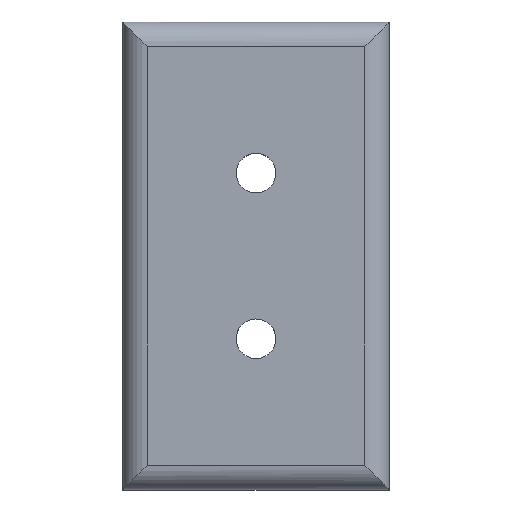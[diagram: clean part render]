
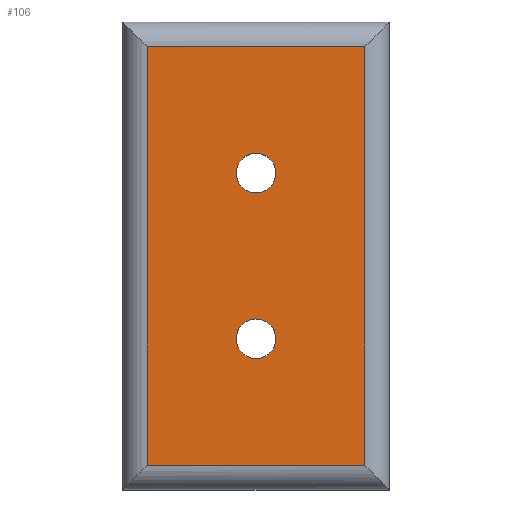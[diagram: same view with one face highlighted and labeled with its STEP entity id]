
A CAD part, top view. The second image highlights one B-rep face of the part: STEP entity #106.
In plain terms, the highlighted planar face has unit normal (0, 0, 1).
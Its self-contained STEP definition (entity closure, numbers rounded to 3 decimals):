
#27=CARTESIAN_POINT('',(0.,0.,4.));
#28=DIRECTION('',(0.,0.,1.));
#29=DIRECTION('',(1.,0.,0.));
#30=AXIS2_PLACEMENT_3D('',#27,#28,#29);
#31=PLANE('',#30);
#32=CARTESIAN_POINT('',(16.,10.5,4.));
#33=VERTEX_POINT('',#32);
#34=CARTESIAN_POINT('',(-1.5,10.5,4.));
#35=VERTEX_POINT('',#34);
#36=CARTESIAN_POINT('',(16.,10.5,4.));
#37=DIRECTION('',(-1.,-0.,-0.));
#38=VECTOR('',#37,17.5);
#39=LINE('',#36,#38);
#40=EDGE_CURVE('',#33,#35,#39,.T.);
#41=ORIENTED_EDGE('',*,*,#40,.T.);
#42=CARTESIAN_POINT('',(-1.5,-23.2,4.));
#43=VERTEX_POINT('',#42);
#44=CARTESIAN_POINT('',(-1.5,10.5,4.));
#45=DIRECTION('',(0.,-1.,0.));
#46=VECTOR('',#45,33.7);
#47=LINE('',#44,#46);
#48=EDGE_CURVE('',#35,#43,#47,.T.);
#49=ORIENTED_EDGE('',*,*,#48,.T.);
#50=CARTESIAN_POINT('',(16.,-23.2,4.));
#51=VERTEX_POINT('',#50);
#52=CARTESIAN_POINT('',(-1.5,-23.2,4.));
#53=DIRECTION('',(1.,-0.,-0.));
#54=VECTOR('',#53,17.5);
#55=LINE('',#52,#54);
#56=EDGE_CURVE('',#43,#51,#55,.T.);
#57=ORIENTED_EDGE('',*,*,#56,.T.);
#58=CARTESIAN_POINT('',(16.,-23.2,4.));
#59=DIRECTION('',(-0.,1.,-0.));
#60=VECTOR('',#59,33.7);
#61=LINE('',#58,#60);
#62=EDGE_CURVE('',#51,#33,#61,.T.);
#63=ORIENTED_EDGE('',*,*,#62,.T.);
#64=EDGE_LOOP('',(#41,#49,#57,#63));
#65=FACE_BOUND('',#64,.T.);
#66=CARTESIAN_POINT('',(8.85,0.325,4.));
#67=VERTEX_POINT('',#66);
#68=CARTESIAN_POINT('',(5.65,0.325,4.));
#69=VERTEX_POINT('',#68);
#70=CARTESIAN_POINT('',(7.25,0.325,4.));
#71=DIRECTION('',(-0.,-0.,-1.));
#72=DIRECTION('',(1.,0.,-0.));
#73=AXIS2_PLACEMENT_3D('',#70,#71,#72);
#74=CIRCLE('',#73,1.6);
#75=EDGE_CURVE('',#67,#69,#74,.T.);
#76=ORIENTED_EDGE('',*,*,#75,.T.);
#77=CARTESIAN_POINT('',(7.25,0.325,4.));
#78=DIRECTION('',(-0.,-0.,-1.));
#79=DIRECTION('',(1.,0.,-0.));
#80=AXIS2_PLACEMENT_3D('',#77,#78,#79);
#81=CIRCLE('',#80,1.6);
#82=EDGE_CURVE('',#69,#67,#81,.T.);
#83=ORIENTED_EDGE('',*,*,#82,.T.);
#84=EDGE_LOOP('',(#76,#83));
#85=FACE_BOUND('',#84,.T.);
#86=CARTESIAN_POINT('',(8.85,-13.025,4.));
#87=VERTEX_POINT('',#86);
#88=CARTESIAN_POINT('',(5.65,-13.025,4.));
#89=VERTEX_POINT('',#88);
#90=CARTESIAN_POINT('',(7.25,-13.025,4.));
#91=DIRECTION('',(-0.,-0.,-1.));
#92=DIRECTION('',(1.,0.,-0.));
#93=AXIS2_PLACEMENT_3D('',#90,#91,#92);
#94=CIRCLE('',#93,1.6);
#95=EDGE_CURVE('',#87,#89,#94,.T.);
#96=ORIENTED_EDGE('',*,*,#95,.T.);
#97=CARTESIAN_POINT('',(7.25,-13.025,4.));
#98=DIRECTION('',(-0.,-0.,-1.));
#99=DIRECTION('',(1.,0.,-0.));
#100=AXIS2_PLACEMENT_3D('',#97,#98,#99);
#101=CIRCLE('',#100,1.6);
#102=EDGE_CURVE('',#89,#87,#101,.T.);
#103=ORIENTED_EDGE('',*,*,#102,.T.);
#104=EDGE_LOOP('',(#96,#103));
#105=FACE_BOUND('',#104,.T.);
#106=ADVANCED_FACE('',(#65,#85,#105),#31,.T.);
